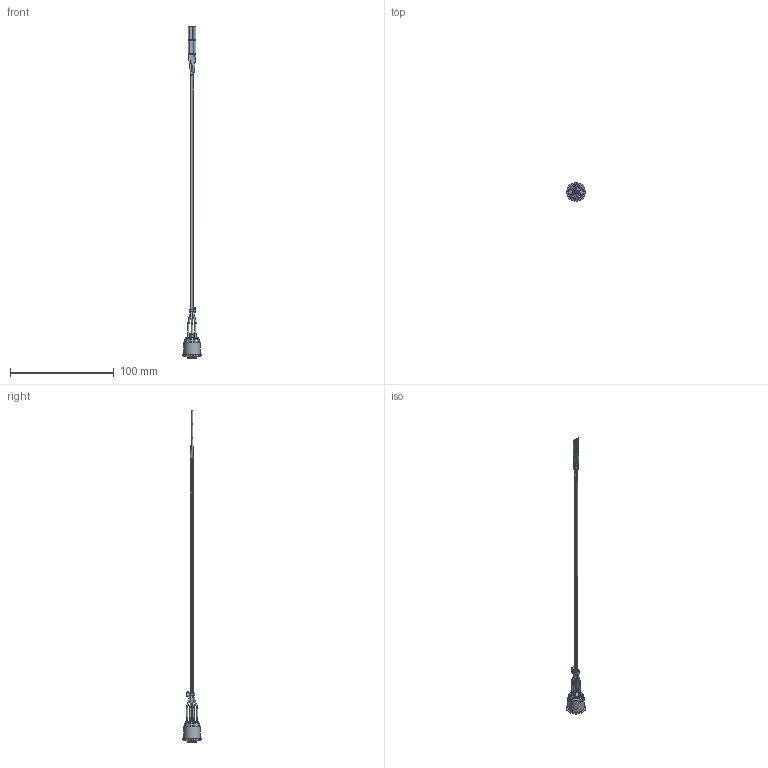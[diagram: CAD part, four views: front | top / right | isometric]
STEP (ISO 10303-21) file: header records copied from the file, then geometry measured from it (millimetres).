
FILE_DESCRIPTION(/* description */ (''),/* implementation_level */ '2;1');
FILE_NAME(/* name */ 'PV6HW40xx-3Rx.stp',/* time_stamp */ '2025-12-22T18:50:10-06:00',/* author */ ('jmeyers'),/* organization */ (''),/* preprocessor_version */ 'ST-DEVELOPER v18.1',/* originating_system */ 'Autodesk Inventor 2022',/* authorisation */ '');
FILE_SCHEMA (('AUTOMOTIVE_DESIGN { 1 0 10303 214 3 1 1 }'));
Length unit declared in the file: inch
Products named in the file (1): Part108
Bounding box: 18 x 18 x 319.4 mm (x, y, z)
Volume: 4825.5 mm3; surface area: 9655.4 mm2
Topology: 3 solids, 23 shells, 513 faces, 1245 edges, 811 vertices
Faces by surface type: plane 282, cylinder 133, bspline 42, torus 37, cone 11, sphere 8
Full cylindrical faces by diameter (mm): 0.61 x6, 1.18 x1, 1.19 x1, 1.194 x22, 1.217 x1, 1.394 x6, 5.2 x1, 7.2 x1, 7.3 x1, 8.1 x1, 8.4 x1, 9.2 x3, 11.9 x1, 12 x1, 14.3 x1, 14.8 x1, 15.9 x1, 18 x1
Entity records: 16315 total; most frequent: CARTESIAN_POINT 4165, ORIENTED_EDGE 2498, DIRECTION 2478, EDGE_CURVE 1249, AXIS2_PLACEMENT_3D 895, VERTEX_POINT 811, LINE 688, VECTOR 688
